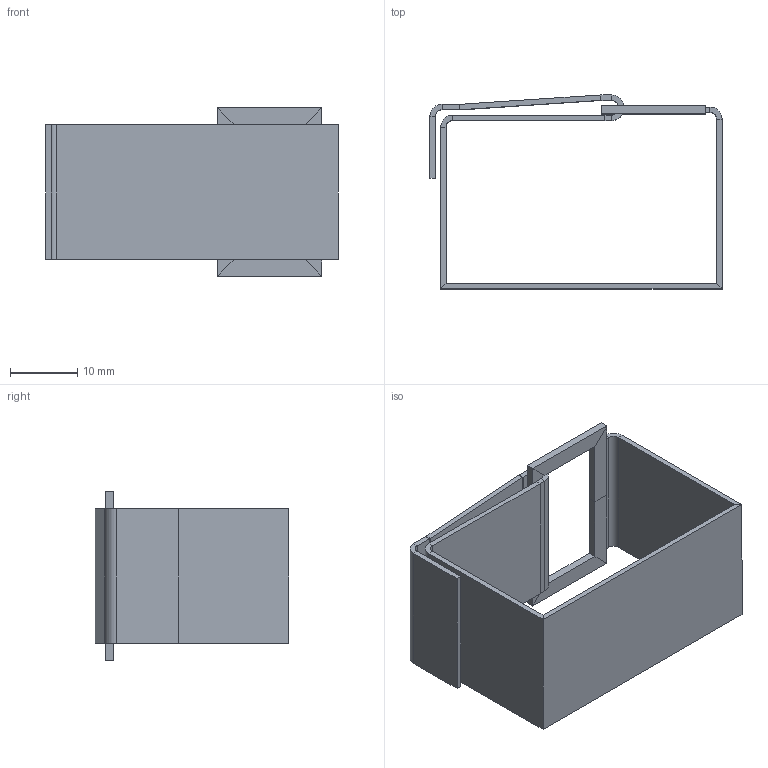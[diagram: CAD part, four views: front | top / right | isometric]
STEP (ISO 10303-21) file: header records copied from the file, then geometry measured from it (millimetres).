
FILE_DESCRIPTION(/* description */ (''),/* implementation_level */ '2;1');
FILE_NAME(/* name */ 'Global_velcro_cable v1.step',/* time_stamp */ '2019-06-07T11:44:59+02:00',/* author */ (''),/* organization */ (''),/* preprocessor_version */ 'ST-DEVELOPER v18',/* originating_system */ 'Autodesk Translation Framework v8.2.0.1029',/* authorisation */ '');
FILE_SCHEMA (('AUTOMOTIVE_DESIGN { 1 0 10303 214 3 1 1 }'));
Length unit declared in the file: millimetre
Products named in the file (1): Global_velcro_cable
Bounding box: 43.4 x 28.8 x 25 mm (x, y, z)
Volume: 2756.9 mm3; surface area: 7081.7 mm2
Topology: 1 solids, 1 shells, 89 faces, 193 edges, 102 vertices
Faces by surface type: plane 75, cylinder 14
Entity records: 2443 total; most frequent: DIRECTION 405, ORIENTED_EDGE 386, CARTESIAN_POINT 385, EDGE_CURVE 193, LINE 161, VECTOR 161, AXIS2_PLACEMENT_3D 122, VERTEX_POINT 102
